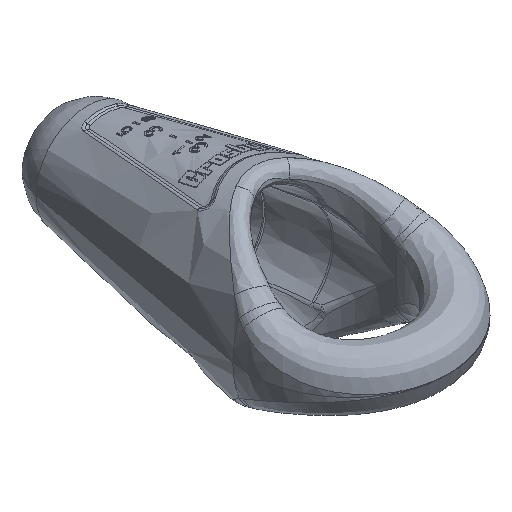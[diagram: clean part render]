
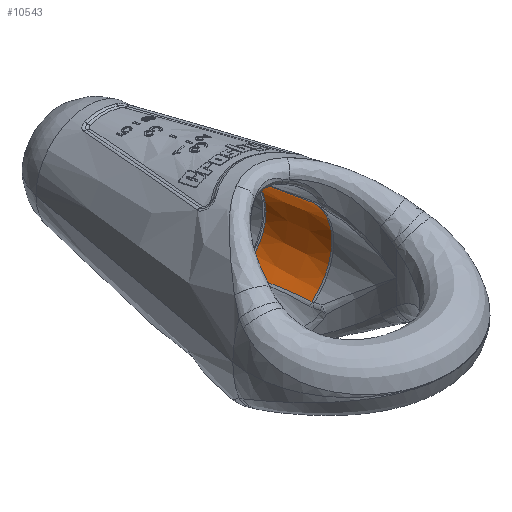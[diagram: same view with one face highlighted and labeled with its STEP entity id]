
A CAD part, isometric view. The second image highlights one B-rep face of the part: STEP entity #10543.
In plain terms, the highlighted conical face has half-angle 7.5 degrees and reference radius 94.573 mm.
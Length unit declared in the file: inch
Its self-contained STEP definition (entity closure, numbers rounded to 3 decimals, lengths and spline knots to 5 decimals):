
#1241=CARTESIAN_POINT('',(0.,12.595,0.));
#1242=DIRECTION('',(0.,-1.,0.));
#1243=DIRECTION('',(0.501,0.,-0.865));
#1244=AXIS2_PLACEMENT_3D('',#1241,#1242,#1243);
#1246=CARTESIAN_POINT('',(0.,8.52235,0.));
#1247=DIRECTION('',(0.,1.,0.));
#1248=DIRECTION('',(0.653,0.,0.758));
#1249=AXIS2_PLACEMENT_3D('',#1246,#1247,#1248);
#1256=CARTESIAN_POINT('',(1.73194,12.595,2.98986));
#1270=CARTESIAN_POINT('',(2.60571,8.52235,3.02356));
#1271=CARTESIAN_POINT('',(2.54139,9.06467,2.98474));
#1272=CARTESIAN_POINT('',(2.38851,10.0893,2.93818));
#1273=CARTESIAN_POINT('',(2.09576,11.44413,2.9398));
#1274=CARTESIAN_POINT('',(1.85951,12.23063,2.9714));
#1275=CARTESIAN_POINT('',(1.73194,12.595,2.98986));
#1282=CARTESIAN_POINT('',(2.60571,8.52235,3.02356));
#1344=CARTESIAN_POINT('',(1.73194,12.595,-2.98987));
#1351=CARTESIAN_POINT('',(1.73194,12.595,-2.98987));
#1352=CARTESIAN_POINT('',(1.85928,12.23128,-2.97144));
#1353=CARTESIAN_POINT('',(2.09535,11.4457,-2.93984));
#1354=CARTESIAN_POINT('',(2.38822,10.09105,-2.93813));
#1355=CARTESIAN_POINT('',(2.5413,9.06543,-2.98468));
#1356=CARTESIAN_POINT('',(2.60571,8.52235,-3.02356));
#6194=CARTESIAN_POINT('',(2.60571,8.52235,-3.02355));
#6196=VERTEX_POINT('',#6194);
#6201=VERTEX_POINT('',#1282);
#6278=VERTEX_POINT('',#1256);
#6279=VERTEX_POINT('',#1344);
#10529=CARTESIAN_POINT('',(0.,10.55868,0.));
#10530=DIRECTION('',(0.,-1.,0.));
#10531=DIRECTION('',(-1.,0.,0.));
#10532=AXIS2_PLACEMENT_3D('',#10529,#10530,#10531);
#10533=CONICAL_SURFACE('',#10532,3.72336,7.5);
#10534=ORIENTED_EDGE('',*,*,#10516,.T.);
#10536=ORIENTED_EDGE('',*,*,#10535,.F.);
#10538=ORIENTED_EDGE('',*,*,#10537,.T.);
#10540=ORIENTED_EDGE('',*,*,#10539,.F.);
#10541=EDGE_LOOP('',(#10534,#10536,#10538,#10540));
#10542=FACE_OUTER_BOUND('',#10541,.F.);
#10543=ADVANCED_FACE('',(#10542),#10533,.F.);
#1245=CIRCLE('',#1244,3.45527);
#1250=CIRCLE('',#1249,3.99144);
#1276=B_SPLINE_CURVE_WITH_KNOTS('',3,(#1270,#1271,#1272,#1273,#1274,#1275),
.UNSPECIFIED.,.F.,.F.,(4,1,1,4),(0.,0.33333,0.66667,1.),
.UNSPECIFIED.);
#1357=B_SPLINE_CURVE_WITH_KNOTS('',3,(#1351,#1352,#1353,#1354,#1355,#1356),
.UNSPECIFIED.,.F.,.F.,(4,1,1,4),(0.,0.33333,0.66667,1.),
.UNSPECIFIED.);
#10516=EDGE_CURVE('',#6279,#6278,#1245,.T.);
#10535=EDGE_CURVE('',#6201,#6278,#1276,.T.);
#10537=EDGE_CURVE('',#6201,#6196,#1250,.T.);
#10539=EDGE_CURVE('',#6279,#6196,#1357,.T.);
